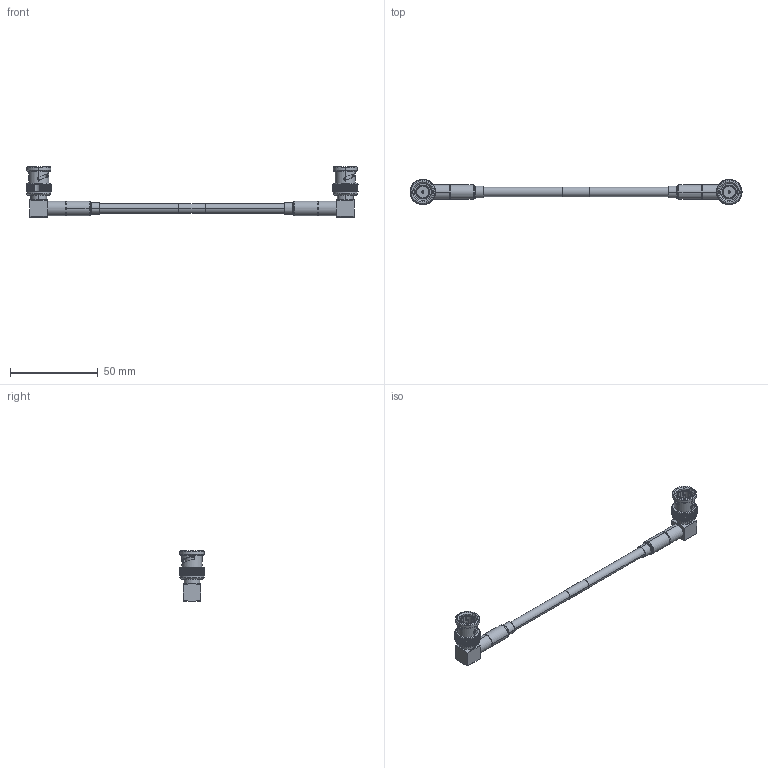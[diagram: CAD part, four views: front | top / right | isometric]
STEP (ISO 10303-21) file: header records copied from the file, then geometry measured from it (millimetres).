
FILE_DESCRIPTION (( 'STEP AP203' ), '1' );
FILE_NAME ('FMCA2686.STEP', '2022-03-09T16:25:16', ( '' ), ( '' ), 'SwSTEP 2.0', 'SolidWorks 2021', '' );
FILE_SCHEMA (( 'CONFIG_CONTROL_DESIGN' ));
Length unit declared in the file: millimetre
Products named in the file (4): CA-240-MA1_.75" Long; FMCA2686; RG223_with label; FMCN1372
Assembly tree (5 placements, depth 2):
  FMCA2686
    RG223_with label
    FMCN1372  x2
    CA-240-MA1_.75" Long  x2
Bounding box: 189.25 x 14.5 x 28.96 mm (x, y, z)
Volume: 9917.5 mm3; surface area: 11281.6 mm2
Topology: 6 solids, 6 shells, 824 faces, 2278 edges, 1490 vertices
Faces by surface type: plane 392, cylinder 326, cone 56, torus 30, bspline 20
Entity records: 14350 total; most frequent: CARTESIAN_POINT 3170, ORIENTED_EDGE 2296, DIRECTION 2222, EDGE_CURVE 1148, AXIS2_PLACEMENT_3D 773, VERTEX_POINT 751, VECTOR 676, LINE 676
